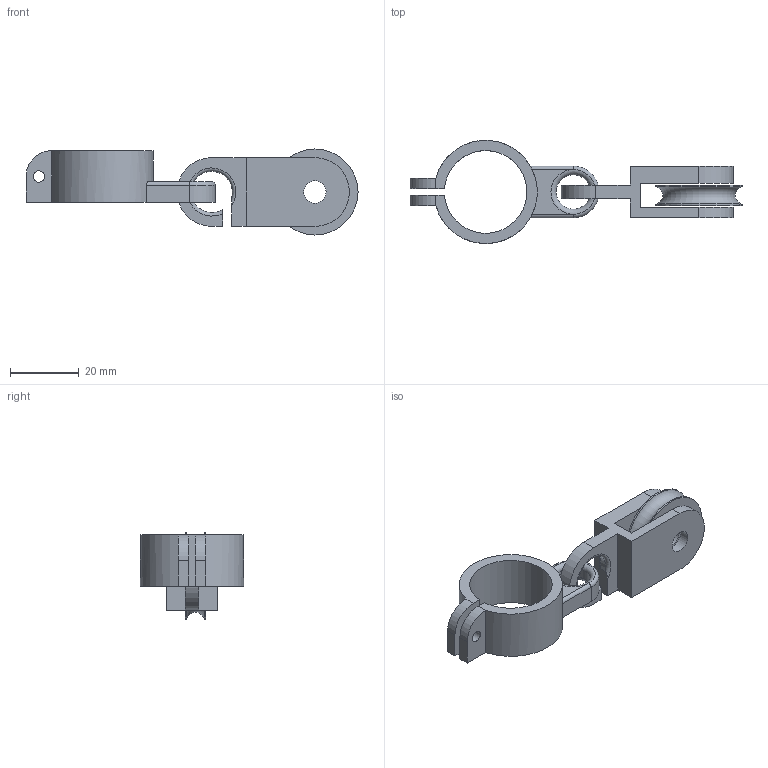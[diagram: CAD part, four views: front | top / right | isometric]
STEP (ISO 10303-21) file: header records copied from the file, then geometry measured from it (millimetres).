
FILE_DESCRIPTION(/* description */ (''),/* implementation_level */ '2;1');
FILE_NAME(/* name */ 'LightStandMount v4.step',/* time_stamp */ '2021-03-29T14:44:15+02:00',/* author */ (''),/* organization */ (''),/* preprocessor_version */ 'ST-DEVELOPER v18.1',/* originating_system */ 'Autodesk Translation Framework v9.10.0.1330',/* authorisation */ '');
FILE_SCHEMA (('AUTOMOTIVE_DESIGN { 1 0 10303 214 3 1 1 }'));
Length unit declared in the file: millimetre
Products named in the file (5): LightStandMount; Mount; Pully; Housing; Reel
Assembly tree (4 placements, depth 3):
  LightStandMount
    Mount
    Pully
      Housing
      Reel
Bounding box: 96.47 x 29.97 x 25 mm (x, y, z)
Volume: 12815.5 mm3; surface area: 9799.9 mm2
Topology: 3 solids, 3 shells, 59 faces, 154 edges, 101 vertices
Faces by surface type: plane 34, cylinder 19, torus 6
Full cylindrical faces by diameter (mm): 3.3 x2, 6.5 x3, 10 x1, 25 x2
Entity records: 2021 total; most frequent: CARTESIAN_POINT 377, DIRECTION 334, ORIENTED_EDGE 308, EDGE_CURVE 154, AXIS2_PLACEMENT_3D 118, VERTEX_POINT 101, LINE 98, VECTOR 98
